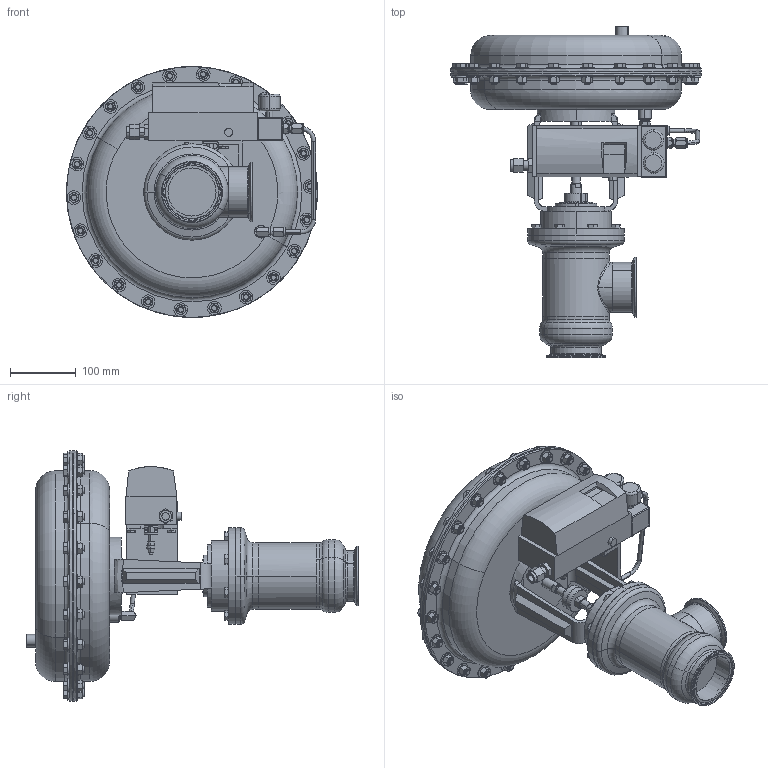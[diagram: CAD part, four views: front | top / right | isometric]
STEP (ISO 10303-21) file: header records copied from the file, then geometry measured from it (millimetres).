
FILE_DESCRIPTION (( 'STEP AP203' ), '1' );
FILE_NAME ('978SP-300-JD-16IQ.STEP', '2019-08-06T10:32:47', ( '' ), ( '' ), 'SwSTEP 2.0', 'SolidWorks 2018', '' );
FILE_SCHEMA (( 'CONFIG_CONTROL_DESIGN' ));
Products named in the file (2): 978SP-300-JD-16IQ
Bounding box: 381 x 503.93 x 381 mm (x, y, z)
Volume: 12847412.4 mm3; surface area: 644344.7 mm2
Topology: 1 solids, 1 shells, 1640 faces, 3721 edges, 2252 vertices
Faces by surface type: plane 673, cone 601, cylinder 314, torus 44, bspline 6, sphere 2
Entity records: 50225 total; most frequent: CARTESIAN_POINT 14549, ORIENTED_EDGE 7434, DIRECTION 7222, EDGE_CURVE 3717, AXIS2_PLACEMENT_3D 2937, VERTEX_POINT 2252, EDGE_LOOP 1823, ADVANCED_FACE 1640
